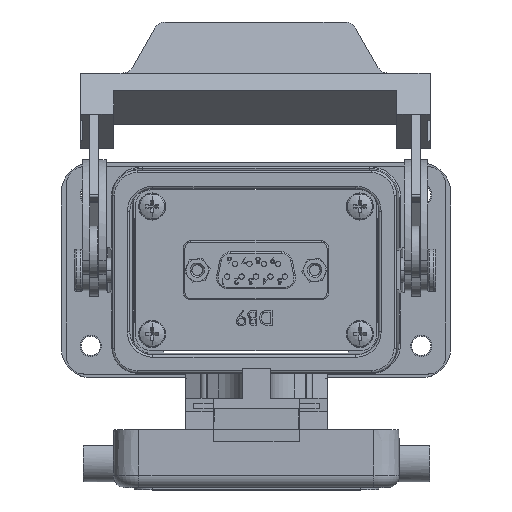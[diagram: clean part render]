
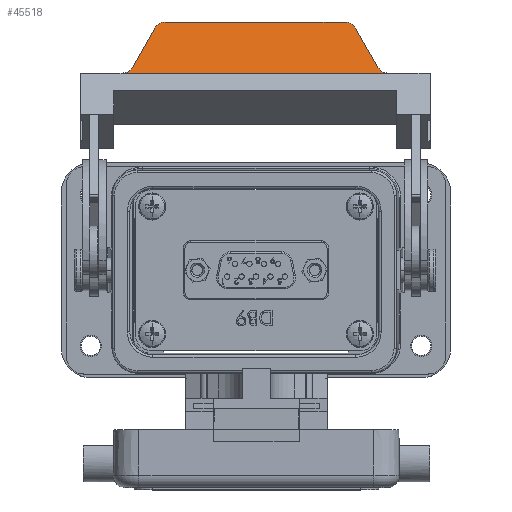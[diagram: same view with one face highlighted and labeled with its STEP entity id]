
A CAD part, top view. The second image highlights one B-rep face of the part: STEP entity #45518.
In plain terms, the highlighted planar face has unit normal (0, 0.26, 0.966).
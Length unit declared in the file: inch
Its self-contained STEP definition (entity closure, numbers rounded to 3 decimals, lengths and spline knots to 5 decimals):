
#975 = CARTESIAN_POINT ( 'NONE',  ( -1.47052, 1.63077, 0.99575 ) ) ;
#1088 = ORIENTED_EDGE ( 'NONE', *, *, #60562, .T. ) ;
#1385 = VERTEX_POINT ( 'NONE', #64423 ) ;
#1937 =( BOUNDED_CURVE ( )  B_SPLINE_CURVE ( 3, ( #45282, #4164, #18990, #8658 ),
 .UNSPECIFIED., .F., .F. ) 
 B_SPLINE_CURVE_WITH_KNOTS ( ( 4, 4 ),
 ( 3.14159, 4.19074 ),
 .UNSPECIFIED. ) 
 CURVE ( )  GEOMETRIC_REPRESENTATION_ITEM ( )  RATIONAL_B_SPLINE_CURVE ( ( 1., 0.91, 0.91, 1. ) ) 
 REPRESENTATION_ITEM ( '' )  );
#3503 = CARTESIAN_POINT ( 'NONE',  ( -1.47052, 1.63077, 0.99575 ) ) ;
#3522 = CARTESIAN_POINT ( 'NONE',  ( -0.84722, 2.00686, 0.89449 ) ) ;
#4164 = CARTESIAN_POINT ( 'NONE',  ( -0.7972, 2.0572, 0.88093 ) ) ;
#4412 = DIRECTION ( 'NONE',  ( 0., -0.26, -0.966 ) ) ;
#5240 =( BOUNDED_CURVE ( )  B_SPLINE_CURVE ( 3, ( #60827, #66194, #41620, #21351 ),
 .UNSPECIFIED., .F., .F. ) 
 B_SPLINE_CURVE_WITH_KNOTS ( ( 4, 4 ),
 ( 3.14159, 4.19074 ),
 .UNSPECIFIED. ) 
 CURVE ( )  GEOMETRIC_REPRESENTATION_ITEM ( )  RATIONAL_B_SPLINE_CURVE ( ( 1., 0.91, 0.91, 1. ) ) 
 REPRESENTATION_ITEM ( '' )  );
#5420 = ORIENTED_EDGE ( 'NONE', *, *, #65161, .F. ) ;
#6087 = EDGE_CURVE ( 'NONE', #21980, #21864, #18706, .T. ) ;
#6631 = CARTESIAN_POINT ( 'NONE',  ( 1.09948, 1.63077, 0.99575 ) ) ;
#6765 = CARTESIAN_POINT ( 'NONE',  ( 1.0628, 1.63077, 0.99575 ) ) ;
#8285 = EDGE_LOOP ( 'NONE', ( #5420, #17368, #1088, #23444, #23370, #34405, #33703, #50288 ) ) ;
#8658 = CARTESIAN_POINT ( 'NONE',  ( -0.84722, 2.00686, 0.89449 ) ) ;
#8695 = VERTEX_POINT ( 'NONE', #35128 ) ;
#8796 = EDGE_CURVE ( 'NONE', #12141, #25978, #57638, .T. ) ;
#9620 = CARTESIAN_POINT ( 'NONE',  ( -1.03382, 1.68111, 0.98219 ) ) ;
#10001 = EDGE_CURVE ( 'NONE', #30808, #25978, #49836, .T. ) ;
#12141 = VERTEX_POINT ( 'NONE', #22238 ) ;
#13683 = FACE_OUTER_BOUND ( 'NONE', #8285, .T. ) ;
#15400 = CARTESIAN_POINT ( 'NONE',  ( -1.12052, 1.63077, 0.99575 ) ) ;
#15477 =( BOUNDED_CURVE ( )  B_SPLINE_CURVE ( 3, ( #9620, #66091, #35480, #39737 ),
 .UNSPECIFIED., .F., .F. ) 
 B_SPLINE_CURVE_WITH_KNOTS ( ( 4, 4 ),
 ( 5.23404, 6.28319 ),
 .UNSPECIFIED. ) 
 CURVE ( )  GEOMETRIC_REPRESENTATION_ITEM ( )  RATIONAL_B_SPLINE_CURVE ( ( 1., 0.91, 0.91, 1. ) ) 
 REPRESENTATION_ITEM ( '' )  );
#17310 = VERTEX_POINT ( 'NONE', #3522 ) ;
#17368 = ORIENTED_EDGE ( 'NONE', *, *, #6087, .T. ) ;
#18461 = LINE ( 'NONE', #46663, #21671 ) ;
#18706 = LINE ( 'NONE', #62954, #39616 ) ;
#18990 = CARTESIAN_POINT ( 'NONE',  ( -0.82895, 2.03877, 0.8859 ) ) ;
#21351 = CARTESIAN_POINT ( 'NONE',  ( 0.82618, 2.00686, 0.89449 ) ) ;
#21671 = VECTOR ( 'NONE', #45778, 39.37008 ) ;
#21864 = VERTEX_POINT ( 'NONE', #23677 ) ;
#21980 = VERTEX_POINT ( 'NONE', #24782 ) ;
#22238 = CARTESIAN_POINT ( 'NONE',  ( 1.01278, 1.68111, 0.98219 ) ) ;
#23370 = ORIENTED_EDGE ( 'NONE', *, *, #49165, .T. ) ;
#23444 = ORIENTED_EDGE ( 'NONE', *, *, #44331, .T. ) ;
#23677 = CARTESIAN_POINT ( 'NONE',  ( -0.76052, 2.0572, 0.88093 ) ) ;
#24782 = CARTESIAN_POINT ( 'NONE',  ( 0.73948, 2.0572, 0.88093 ) ) ;
#25978 = VERTEX_POINT ( 'NONE', #6631 ) ;
#26379 = AXIS2_PLACEMENT_3D ( 'NONE', #3503, #4412, #40357 ) ;
#27206 = CARTESIAN_POINT ( 'NONE',  ( -1.15821, 1.46396, 1.04066 ) ) ;
#27437 = DIRECTION ( 'NONE',  ( 1., 0., 0. ) ) ;
#30808 = VERTEX_POINT ( 'NONE', #15400 ) ;
#33703 = ORIENTED_EDGE ( 'NONE', *, *, #8796, .F. ) ;
#34405 = ORIENTED_EDGE ( 'NONE', *, *, #10001, .T. ) ;
#35128 = CARTESIAN_POINT ( 'NONE',  ( 0.82618, 2.00686, 0.89449 ) ) ;
#35480 = CARTESIAN_POINT ( 'NONE',  ( -1.08385, 1.63077, 0.99575 ) ) ;
#39616 = VECTOR ( 'NONE', #54229, 39.37008 ) ;
#39737 = CARTESIAN_POINT ( 'NONE',  ( -1.12052, 1.63077, 0.99575 ) ) ;
#40131 = PLANE ( 'NONE',  #26379 ) ;
#40357 = DIRECTION ( 'NONE',  ( 0., 0.966, -0.26 ) ) ;
#41620 = CARTESIAN_POINT ( 'NONE',  ( 0.8079, 2.03877, 0.8859 ) ) ;
#44331 = EDGE_CURVE ( 'NONE', #17310, #1385, #52402, .T. ) ;
#45282 = CARTESIAN_POINT ( 'NONE',  ( -0.76052, 2.0572, 0.88093 ) ) ;
#45518 = ADVANCED_FACE ( 'NONE', ( #13683 ), #40131, .F. ) ;
#45778 = DIRECTION ( 'NONE',  ( 0.484, -0.845, 0.228 ) ) ;
#46663 = CARTESIAN_POINT ( 'NONE',  ( 0.45309, 2.65818, 0.71912 ) ) ;
#48993 = VECTOR ( 'NONE', #27437, 39.37008 ) ;
#49165 = EDGE_CURVE ( 'NONE', #1385, #30808, #15477, .T. ) ;
#49445 = DIRECTION ( 'NONE',  ( -0.484, -0.845, 0.228 ) ) ;
#49836 = LINE ( 'NONE', #975, #48993 ) ;
#50288 = ORIENTED_EDGE ( 'NONE', *, *, #52333, .F. ) ;
#52333 = EDGE_CURVE ( 'NONE', #8695, #12141, #18461, .T. ) ;
#52402 = LINE ( 'NONE', #27206, #54731 ) ;
#52545 = CARTESIAN_POINT ( 'NONE',  ( 1.03105, 1.6492, 0.99078 ) ) ;
#54229 = DIRECTION ( 'NONE',  ( -1., 0., 0. ) ) ;
#54731 = VECTOR ( 'NONE', #49445, 39.37008 ) ;
#57638 =( BOUNDED_CURVE ( )  B_SPLINE_CURVE ( 3, ( #58298, #52545, #6765, #62824 ),
 .UNSPECIFIED., .F., .F. ) 
 B_SPLINE_CURVE_WITH_KNOTS ( ( 4, 4 ),
 ( 5.23404, 6.28319 ),
 .UNSPECIFIED. ) 
 CURVE ( )  GEOMETRIC_REPRESENTATION_ITEM ( )  RATIONAL_B_SPLINE_CURVE ( ( 1., 0.91, 0.91, 1. ) ) 
 REPRESENTATION_ITEM ( '' )  );
#58298 = CARTESIAN_POINT ( 'NONE',  ( 1.01278, 1.68111, 0.98219 ) ) ;
#60562 = EDGE_CURVE ( 'NONE', #21864, #17310, #1937, .T. ) ;
#60827 = CARTESIAN_POINT ( 'NONE',  ( 0.73948, 2.0572, 0.88093 ) ) ;
#62824 = CARTESIAN_POINT ( 'NONE',  ( 1.09948, 1.63077, 0.99575 ) ) ;
#62954 = CARTESIAN_POINT ( 'NONE',  ( -1.47052, 2.0572, 0.88093 ) ) ;
#64423 = CARTESIAN_POINT ( 'NONE',  ( -1.03382, 1.68111, 0.98219 ) ) ;
#65161 = EDGE_CURVE ( 'NONE', #21980, #8695, #5240, .T. ) ;
#66091 = CARTESIAN_POINT ( 'NONE',  ( -1.0521, 1.6492, 0.99078 ) ) ;
#66194 = CARTESIAN_POINT ( 'NONE',  ( 0.77615, 2.0572, 0.88093 ) ) ;
